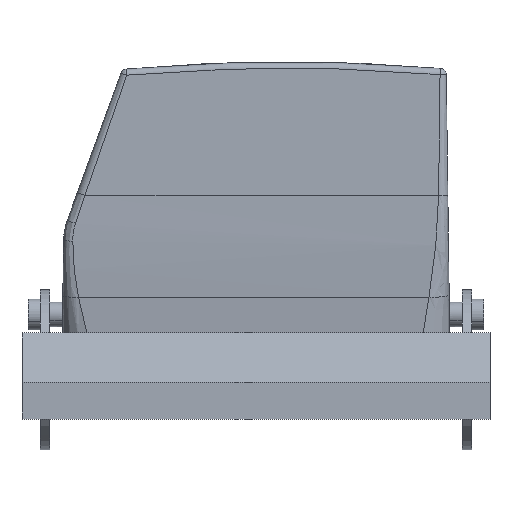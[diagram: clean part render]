
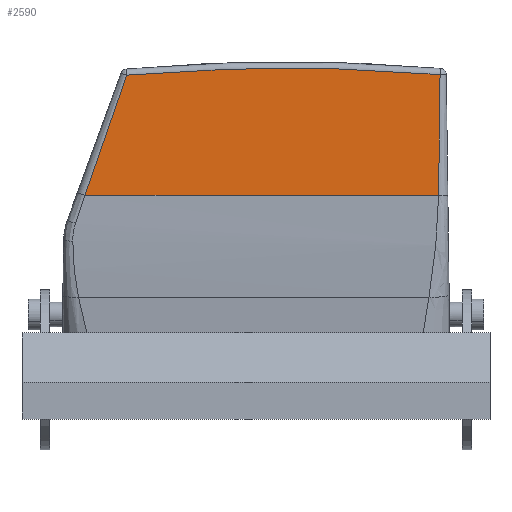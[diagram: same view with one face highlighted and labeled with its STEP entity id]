
A CAD part, left-side view. The second image highlights one B-rep face of the part: STEP entity #2590.
In plain terms, the highlighted planar face has unit normal (-1, 0, 0).
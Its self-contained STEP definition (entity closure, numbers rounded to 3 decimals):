
#2561=AXIS2_PLACEMENT_3D('Plane Axis2P3D',#2558,#2559,#2560) ;
#2581=AXIS2_PLACEMENT_3D('Circle Axis2P3D',#2579,#2580,$) ;
#1851=CARTESIAN_POINT('Vertex',(18.25,8.113,60.962)) ;
#1855=CARTESIAN_POINT('Control Point',(18.25,8.113,60.962)) ;
#1856=CARTESIAN_POINT('Control Point',(18.25,8.112,60.395)) ;
#1857=CARTESIAN_POINT('Control Point',(18.25,8.112,59.829)) ;
#1858=CARTESIAN_POINT('Control Point',(18.25,8.113,59.269)) ;
#1859=CARTESIAN_POINT('Control Point',(18.25,8.118,56.546)) ;
#1860=CARTESIAN_POINT('Control Point',(18.25,8.136,53.824)) ;
#1861=CARTESIAN_POINT('Control Point',(18.25,8.159,51.653)) ;
#1862=CARTESIAN_POINT('Control Point',(18.25,8.197,48.627)) ;
#1863=CARTESIAN_POINT('Control Point',(18.25,8.248,45.6)) ;
#1864=CARTESIAN_POINT('Control Point',(18.25,8.264,44.743)) ;
#1865=CARTESIAN_POINT('Control Point',(18.25,8.289,43.55)) ;
#1866=CARTESIAN_POINT('Control Point',(18.25,8.317,42.357)) ;
#1867=CARTESIAN_POINT('Control Point',(18.25,8.326,42.02)) ;
#1868=CARTESIAN_POINT('Control Point',(18.25,8.335,41.684)) ;
#1869=CARTESIAN_POINT('Control Point',(18.25,8.344,41.347)) ;
#1870=CARTESIAN_POINT('Vertex',(18.25,8.344,41.347)) ;
#2470=CARTESIAN_POINT('Line Origine',(18.25,37.421,41.347)) ;
#2474=CARTESIAN_POINT('Vertex',(18.25,65.794,41.347)) ;
#2558=CARTESIAN_POINT('Axis2P3D Location',(18.25,-3.837,-16.303)) ;
#2564=CARTESIAN_POINT('Control Point',(18.25,59.,60.867)) ;
#2565=CARTESIAN_POINT('Control Point',(18.25,59.237,60.204)) ;
#2566=CARTESIAN_POINT('Control Point',(18.25,59.473,59.544)) ;
#2567=CARTESIAN_POINT('Control Point',(18.25,59.705,58.892)) ;
#2568=CARTESIAN_POINT('Control Point',(18.25,60.878,55.593)) ;
#2569=CARTESIAN_POINT('Control Point',(18.25,62.037,52.288)) ;
#2570=CARTESIAN_POINT('Control Point',(18.25,62.96,49.625)) ;
#2571=CARTESIAN_POINT('Control Point',(18.25,64.08,46.371)) ;
#2572=CARTESIAN_POINT('Control Point',(18.25,65.193,43.113)) ;
#2573=CARTESIAN_POINT('Control Point',(18.25,65.394,42.525)) ;
#2574=CARTESIAN_POINT('Control Point',(18.25,65.594,41.936)) ;
#2575=CARTESIAN_POINT('Control Point',(18.25,65.794,41.347)) ;
#2576=CARTESIAN_POINT('Vertex',(18.25,59.,60.867)) ;
#2579=CARTESIAN_POINT('Axis2P3D Location',(18.25,33.,-237.)) ;
#2471=DIRECTION('Vector Direction',(0.,-1.,0.)) ;
#2559=DIRECTION('Axis2P3D Direction',(-1.,0.,0.)) ;
#2560=DIRECTION('Axis2P3D XDirection',(0.,-0.17,0.985)) ;
#2580=DIRECTION('Axis2P3D Direction',(-1.,0.,0.)) ;
#2472=VECTOR('Line Direction',#2471,1.) ;
#2585=ORIENTED_EDGE('',*,*,#2578,.F.) ;
#2586=ORIENTED_EDGE('',*,*,#2476,.T.) ;
#2587=ORIENTED_EDGE('',*,*,#1872,.T.) ;
#2588=ORIENTED_EDGE('',*,*,#2583,.T.) ;
#2590=ADVANCED_FACE('Hood',(#2589),#2562,.T.) ;
#1854=B_SPLINE_CURVE_WITH_KNOTS('',5,(#1855,#1856,#1857,#1858,#1859,#1860,#1861,#1862,#1863,#1864,#1865,#1866,#1867,#1868,#1869),.UNSPECIFIED.,.F.,.U.,(6,3,3,3,6),(17.72,22.502,41.296,48.714,51.63),.UNSPECIFIED.) ;
#2563=B_SPLINE_CURVE_WITH_KNOTS('',5,(#2564,#2565,#2566,#2567,#2568,#2569,#2570,#2571,#2572,#2573,#2574,#2575),.UNSPECIFIED.,.F.,.U.,(6,3,3,6),(27.803,33.725,58.139,63.521),.UNSPECIFIED.) ;
#2582=CIRCLE('generated circle',#2581,299.) ;
#1872=EDGE_CURVE('',#1871,#1852,#1854,.F.) ;
#2476=EDGE_CURVE('',#2475,#1871,#2473,.T.) ;
#2578=EDGE_CURVE('',#2475,#2577,#2563,.F.) ;
#2583=EDGE_CURVE('',#1852,#2577,#2582,.T.) ;
#2584=EDGE_LOOP('',(#2585,#2586,#2587,#2588)) ;
#2589=FACE_OUTER_BOUND('',#2584,.T.) ;
#2473=LINE('Line',#2470,#2472) ;
#2562=PLANE('',#2561) ;
#1852=VERTEX_POINT('',#1851) ;
#1871=VERTEX_POINT('',#1870) ;
#2475=VERTEX_POINT('',#2474) ;
#2577=VERTEX_POINT('',#2576) ;
